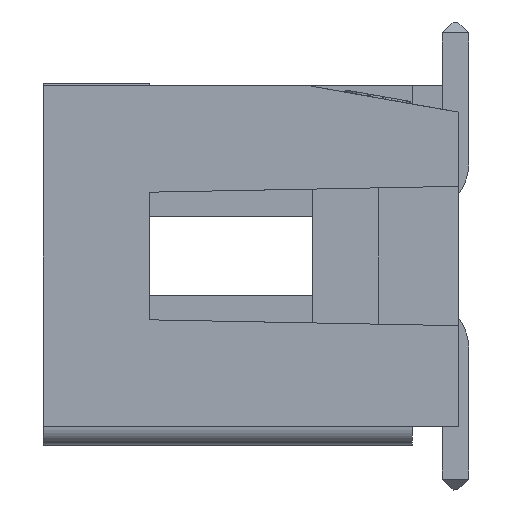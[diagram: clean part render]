
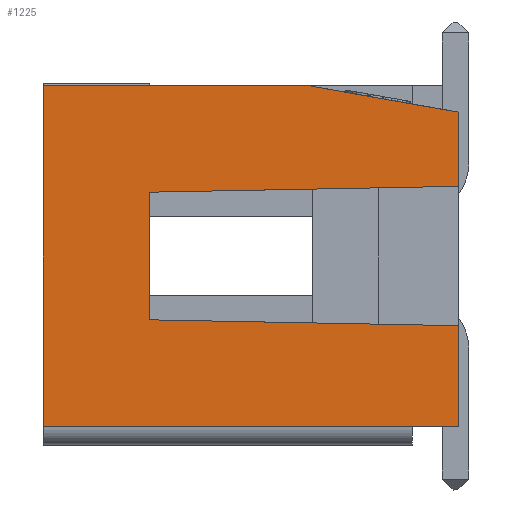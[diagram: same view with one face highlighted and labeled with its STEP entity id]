
A CAD part, left-side view. The second image highlights one B-rep face of the part: STEP entity #1225.
In plain terms, the highlighted planar face has unit normal (-1, 0, 0).
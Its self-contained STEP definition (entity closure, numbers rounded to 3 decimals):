
#1225=ADVANCED_FACE('',(#2485),#2486,.F.);
#2485=FACE_OUTER_BOUND('',#3745,.T.);
#2486=PLANE('',#3746);
#3745=EDGE_LOOP('',(#7423,#7424,#7425,#7426,#7427,#7428,#7429,#7430,#7431));
#3746=AXIS2_PLACEMENT_3D('',#7432,#7433,#7434);
#7423=ORIENTED_EDGE('',*,*,#8603,.T.);
#7424=ORIENTED_EDGE('',*,*,#8627,.F.);
#7425=ORIENTED_EDGE('',*,*,#8945,.T.);
#7426=ORIENTED_EDGE('',*,*,#8952,.F.);
#7427=ORIENTED_EDGE('',*,*,#8534,.T.);
#7428=ORIENTED_EDGE('',*,*,#8958,.F.);
#7429=ORIENTED_EDGE('',*,*,#8628,.F.);
#7430=ORIENTED_EDGE('',*,*,#8620,.T.);
#7431=ORIENTED_EDGE('',*,*,#8614,.T.);
#7432=CARTESIAN_POINT('',(-10.008,5.453,0.0));
#7433=DIRECTION('',(1.0,0.0,0.0));
#7434=DIRECTION('',(0.0,0.0,-1.0));
#8534=EDGE_CURVE('',#10463,#10461,#10464,.T.);
#8603=EDGE_CURVE('',#10577,#10578,#10579,.T.);
#8614=EDGE_CURVE('',#10593,#10577,#10594,.T.);
#8620=EDGE_CURVE('',#10601,#10593,#10602,.T.);
#8627=EDGE_CURVE('',#10608,#10578,#10610,.T.);
#8628=EDGE_CURVE('',#10601,#10611,#10612,.T.);
#8945=EDGE_CURVE('',#10608,#11077,#11079,.T.);
#8952=EDGE_CURVE('',#10463,#11077,#11087,.T.);
#8958=EDGE_CURVE('',#10611,#10461,#11094,.T.);
#10461=VERTEX_POINT('',#13258);
#10463=VERTEX_POINT('',#13261);
#10464=LINE('',#13262,#13263);
#10577=VERTEX_POINT('',#13426);
#10578=VERTEX_POINT('',#13427);
#10579=LINE('',#13428,#13429);
#10593=VERTEX_POINT('',#13451);
#10594=LINE('',#13452,#13453);
#10601=VERTEX_POINT('',#13463);
#10602=LINE('',#13464,#13465);
#10608=VERTEX_POINT('',#13474);
#10610=LINE('',#13477,#13478);
#10611=VERTEX_POINT('',#13479);
#10612=LINE('',#13480,#13481);
#11077=VERTEX_POINT('',#14174);
#11079=LINE('',#14177,#14178);
#11087=LINE('',#14189,#14190);
#11094=LINE('',#14199,#14200);
#13258=CARTESIAN_POINT('',(-10.008,9.906,-4.064));
#13261=CARTESIAN_POINT('',(-10.008,9.906,4.064));
#13262=CARTESIAN_POINT('',(-10.008,9.906,0.0));
#13263=VECTOR('',#15094,1.0);
#13426=CARTESIAN_POINT('',(-10.008,7.366,1.524));
#13427=CARTESIAN_POINT('',(-10.008,0.0,1.664));
#13428=CARTESIAN_POINT('',(-10.008,5.218,1.565));
#13429=VECTOR('',#15163,1.0);
#13451=CARTESIAN_POINT('',(-10.008,7.366,-1.524));
#13452=CARTESIAN_POINT('',(-10.008,7.366,0.));
#13453=VECTOR('',#15172,1.0);
#13463=CARTESIAN_POINT('',(-10.008,0.0,-1.664));
#13464=CARTESIAN_POINT('',(-10.008,5.218,-1.565));
#13465=VECTOR('',#15176,1.0);
#13474=CARTESIAN_POINT('',(-10.008,0.0,3.437));
#13477=CARTESIAN_POINT('',(-10.008,0.0,0.0));
#13478=VECTOR('',#15181,1.0);
#13479=CARTESIAN_POINT('',(-10.008,0.0,-4.064));
#13480=CARTESIAN_POINT('',(-10.008,0.0,0.0));
#13481=VECTOR('',#15182,1.0);
#14174=CARTESIAN_POINT('',(-10.008,3.556,4.064));
#14177=CARTESIAN_POINT('',(-10.008,3.239,4.008));
#14178=VECTOR('',#15424,1.0);
#14189=CARTESIAN_POINT('',(-10.008,5.453,4.064));
#14190=VECTOR('',#15428,1.0);
#14199=CARTESIAN_POINT('',(-10.008,5.453,-4.064));
#14200=VECTOR('',#15431,1.0);
#15094=DIRECTION('',(0.0,0.0,-1.0));
#15163=DIRECTION('',(0.0,-1.,0.019));
#15172=DIRECTION('',(0.0,0.0,1.0));
#15176=DIRECTION('',(-0.0,1.,0.019));
#15181=DIRECTION('',(0.0,0.0,-1.0));
#15182=DIRECTION('',(0.0,0.0,-1.0));
#15424=DIRECTION('',(-0.0,0.985,0.174));
#15428=DIRECTION('',(0.0,-1.0,0.0));
#15431=DIRECTION('',(0.0,1.0,0.0));
